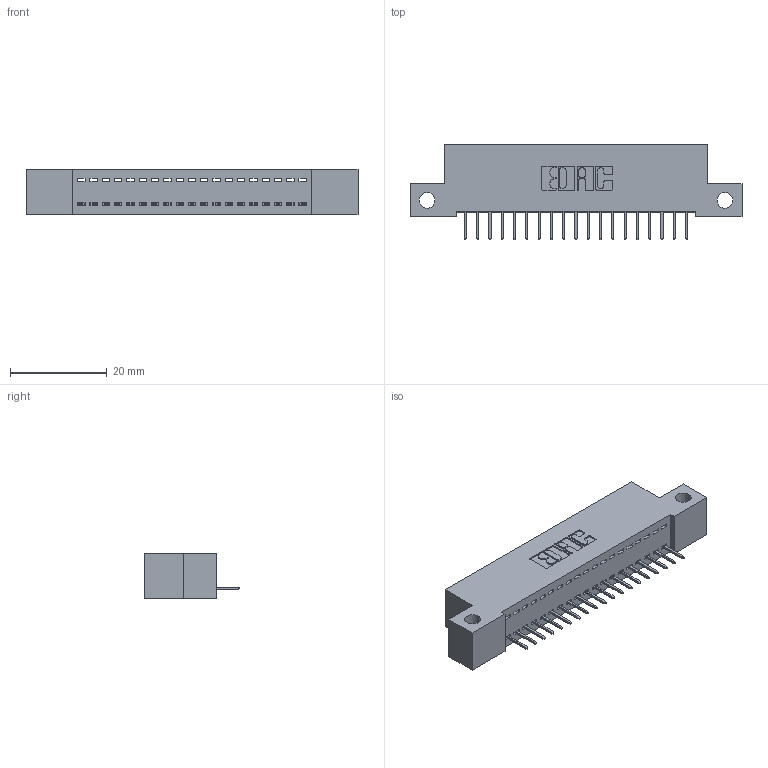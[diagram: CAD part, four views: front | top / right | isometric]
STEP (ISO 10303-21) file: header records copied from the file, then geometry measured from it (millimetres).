
FILE_DESCRIPTION (( 'STEP AP203' ), '1' );
FILE_NAME ('342-019-524-112.STEP', '2018-08-10T22:11:42', ( '' ), ( '' ), 'SwSTEP 2.0', 'SolidWorks 2016', '' );
FILE_SCHEMA (( 'CONFIG_CONTROL_DESIGN' ));
Length unit declared in the file: inch
Products named in the file (3): 342 Part_Side Mount; 345-292-001_345-293-124; 342-019-524-112
Assembly tree (20 placements, depth 2):
  342-019-524-112
    342 Part_Side Mount
    345-292-001_345-293-124  x19
Bounding box: 68.58 x 19.69 x 9.4 mm (x, y, z)
Volume: 5779.4 mm3; surface area: 7661.1 mm2
Topology: 20 solids, 20 shells, 1288 faces, 3719 edges, 2402 vertices
Faces by surface type: plane 978, cylinder 310
Entity records: 14535 total; most frequent: CARTESIAN_POINT 2515, ORIENTED_EDGE 2470, DIRECTION 2169, EDGE_CURVE 1235, LINE 1111, VECTOR 1111, VERTEX_POINT 818, AXIS2_PLACEMENT_3D 529
